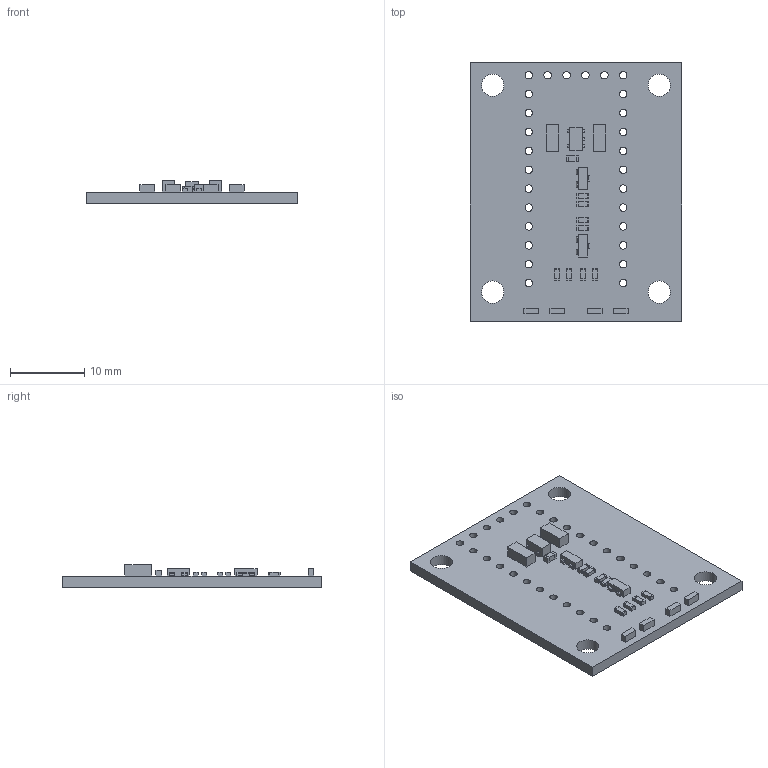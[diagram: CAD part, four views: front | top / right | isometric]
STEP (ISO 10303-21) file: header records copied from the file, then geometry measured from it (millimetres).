
FILE_DESCRIPTION(/* description */ ('','CAx-IF Rec.Pracs.---Representation and Presentation of Product Manufacturing Information (PMI)---4.0---2014-10-13'),/* implementation_level */ '2;1');
FILE_NAME(/* name */ 'SparkFun_XBee_Explorer_Regulated.step',/* time_stamp */ '2025-03-08T15:57:55-05:00',/* author */ (''),/* organization */ (''),/* preprocessor_version */ 'ST-DEVELOPER v20',/* originating_system */ 'Autodesk Translation Framework v13.20.0.188',/* authorisation */ '');
FILE_SCHEMA (('AP242_MANAGED_MODEL_BASED_3D_ENGINEERING_MIM_LF { 1 0 10303 442 1 1 4 }'));
Length unit declared in the file: millimetre
Products named in the file (1): SparkFun_XBee_Explorer_Regulated
Bounding box: 28.4 x 34.7 x 3 mm (x, y, z)
Volume: 1446.7 mm3; surface area: 2364 mm2
Topology: 1 solids, 1 shells, 293 faces, 806 edges, 536 vertices
Faces by surface type: plane 239, cylinder 54
Full cylindrical faces by diameter (mm): 1 x28, 3 x4
Entity records: 9512 total; most frequent: CARTESIAN_POINT 1636, ORIENTED_EDGE 1612, DIRECTION 1502, EDGE_CURVE 806, LINE 698, VECTOR 698, VERTEX_POINT 536, AXIS2_PLACEMENT_3D 402
